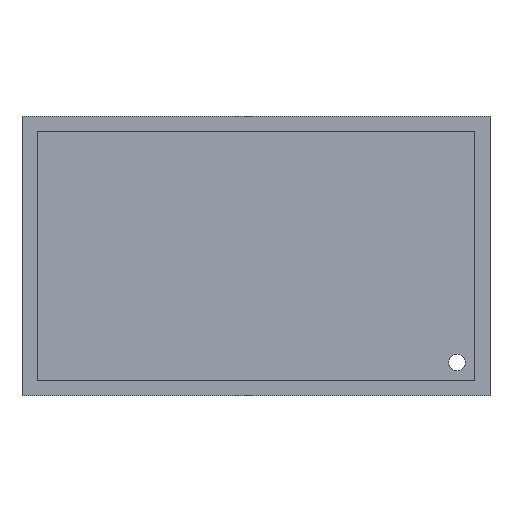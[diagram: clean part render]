
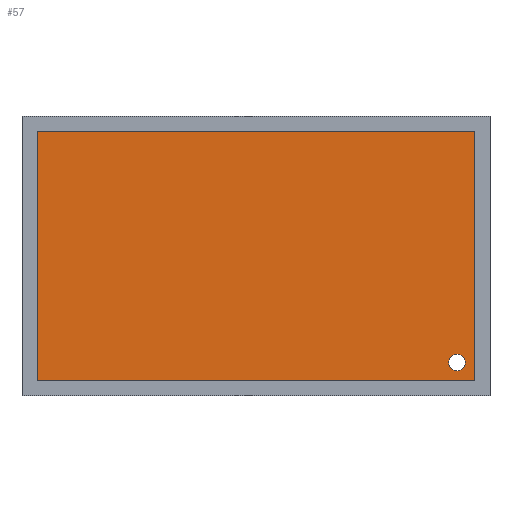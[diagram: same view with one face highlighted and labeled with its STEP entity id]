
A CAD part, top view. The second image highlights one B-rep face of the part: STEP entity #57.
In plain terms, the highlighted planar face has unit normal (0, 0, 1).
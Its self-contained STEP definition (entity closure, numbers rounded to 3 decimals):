
#57=ADVANCED_FACE('',(#443,#445),#447,.T.);
#443=FACE_BOUND('',#444,.T.);
#444=EDGE_LOOP('',(#777,#778,#779,#780));
#445=FACE_BOUND('',#446,.T.);
#446=EDGE_LOOP('',(#781));
#447=PLANE('',#448);
#448=AXIS2_PLACEMENT_3D('',#449,#450,#451);
#449=CARTESIAN_POINT('',(0.,0.,3.));
#450=DIRECTION('',(0.,0.,1.));
#451=DIRECTION('',(-1.,0.,0.));
#777=ORIENTED_EDGE('',*,*,#945,.T.);
#778=ORIENTED_EDGE('',*,*,#946,.T.);
#779=ORIENTED_EDGE('',*,*,#947,.T.);
#780=ORIENTED_EDGE('',*,*,#948,.T.);
#781=ORIENTED_EDGE('',*,*,#949,.T.);
#945=EDGE_CURVE('',#1050,#1051,#1052,.F.);
#946=EDGE_CURVE('',#1051,#1053,#1054,.F.);
#947=EDGE_CURVE('',#1053,#1055,#1056,.F.);
#948=EDGE_CURVE('',#1055,#1050,#1057,.F.);
#949=EDGE_CURVE('',#1058,#1058,#1059,.T.);
#1050=VERTEX_POINT('',#1237);
#1051=VERTEX_POINT('',#1238);
#1052=LINE('',#1239,#1240);
#1053=VERTEX_POINT('',#1242);
#1054=LINE('',#1243,#1244);
#1055=VERTEX_POINT('',#1246);
#1056=LINE('',#1247,#1248);
#1057=LINE('',#1250,#1251);
#1058=VERTEX_POINT('',#1253);
#1059=CIRCLE('',#1254,4.35);
#1237=CARTESIAN_POINT('',(-116.,66.,3.));
#1238=CARTESIAN_POINT('',(-116.,-66.,3.));
#1239=CARTESIAN_POINT('',(-116.,-66.,3.));
#1240=VECTOR('',#1241,1.);
#1241=DIRECTION('',(0.,1.,0.));
#1242=CARTESIAN_POINT('',(116.,-66.,3.));
#1243=CARTESIAN_POINT('',(116.,-66.,3.));
#1244=VECTOR('',#1245,1.);
#1245=DIRECTION('',(-1.,0.,0.));
#1246=CARTESIAN_POINT('',(116.,66.,3.));
#1247=CARTESIAN_POINT('',(116.,66.,3.));
#1248=VECTOR('',#1249,1.);
#1249=DIRECTION('',(0.,-1.,0.));
#1250=CARTESIAN_POINT('',(-116.,66.,3.));
#1251=VECTOR('',#1252,1.);
#1252=DIRECTION('',(1.,0.,0.));
#1253=CARTESIAN_POINT('',(110.85,-56.5,3.));
#1254=AXIS2_PLACEMENT_3D('',#1255,#1256,#1257);
#1255=CARTESIAN_POINT('',(106.5,-56.5,3.));
#1256=DIRECTION('',(0.,0.,-1.));
#1257=DIRECTION('',(1.,0.,0.));
